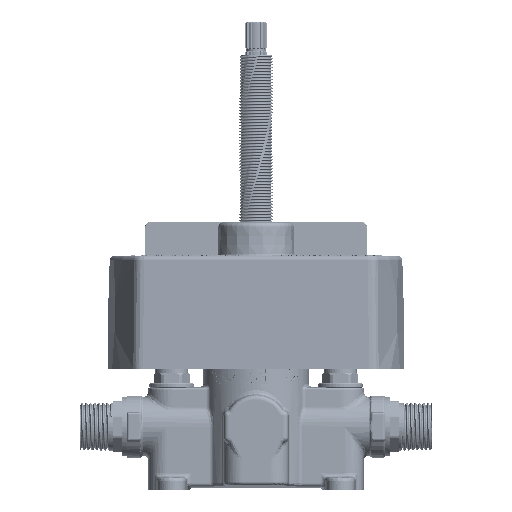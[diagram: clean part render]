
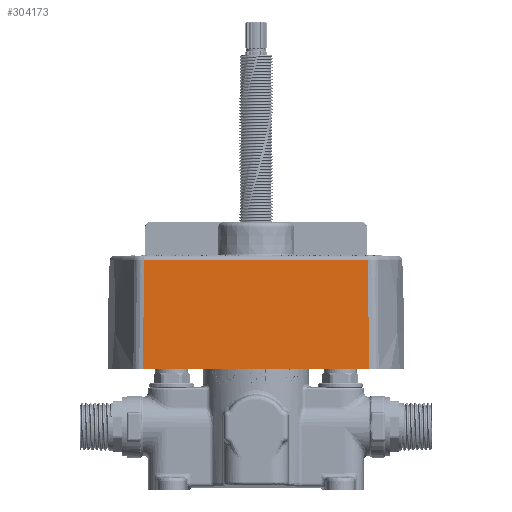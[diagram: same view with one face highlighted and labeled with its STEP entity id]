
A CAD part, top view. The second image highlights one B-rep face of the part: STEP entity #304173.
In plain terms, the highlighted planar face has unit normal (0, 0.018, 1).
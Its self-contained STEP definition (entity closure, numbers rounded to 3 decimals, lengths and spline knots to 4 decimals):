
#36244=CARTESIAN_POINT('',(-1.899,0.9744,1.5));
#36265=DIRECTION('',(-1.,0.,0.));
#36266=VECTOR('',#36265,3.7981);
#36267=CARTESIAN_POINT('',(1.899,0.9744,1.5));
#36268=LINE('',#36267,#36266);
#36288=CARTESIAN_POINT('',(1.899,0.9744,1.5));
#36427=CARTESIAN_POINT('',(-1.8823,2.7927,
1.4683));
#36432=DIRECTION('',(1.,0.,0.));
#36433=VECTOR('',#36432,3.7645);
#36434=CARTESIAN_POINT('',(-1.8823,2.7927,
1.4683));
#36435=LINE('',#36434,#36433);
#36439=CARTESIAN_POINT('',(1.8823,2.7927,1.4683));
#36440=CARTESIAN_POINT('',(1.8841,2.592,1.4718));
#36441=CARTESIAN_POINT('',(1.8878,2.1897,1.4788));
#36442=CARTESIAN_POINT('',(1.8934,1.5837,1.4894));
#36443=CARTESIAN_POINT('',(1.8972,1.1778,1.4964));
#36444=CARTESIAN_POINT('',(1.899,0.9744,1.5));
#36449=CARTESIAN_POINT('',(-1.8823,2.7927,
1.4683));
#36450=CARTESIAN_POINT('',(-1.8841,2.592,
1.4718));
#36451=CARTESIAN_POINT('',(-1.8878,2.1897,
1.4788));
#36452=CARTESIAN_POINT('',(-1.8934,1.5837,
1.4894));
#36453=CARTESIAN_POINT('',(-1.8972,1.1778,
1.4964));
#36454=CARTESIAN_POINT('',(-1.899,0.9744,1.5));
#266758=VERTEX_POINT('',#36244);
#266761=VERTEX_POINT('',#36288);
#266771=VERTEX_POINT('',#36427);
#266774=CARTESIAN_POINT('',(1.8823,2.7927,
1.4683));
#266775=VERTEX_POINT('',#266774);
#304161=CARTESIAN_POINT('',(-3.0472,0.9744,1.5));
#304162=DIRECTION('',(0.,0.017,1.));
#304163=DIRECTION('',(-1.,0.,0.));
#304164=AXIS2_PLACEMENT_3D('',#304161,#304162,#304163);
#304165=PLANE('',#304164);
#304166=ORIENTED_EDGE('',*,*,#303070,.T.);
#304168=ORIENTED_EDGE('',*,*,#304167,.T.);
#304169=ORIENTED_EDGE('',*,*,#304083,.T.);
#304170=ORIENTED_EDGE('',*,*,#304147,.F.);
#304171=EDGE_LOOP('',(#304166,#304168,#304169,#304170));
#304172=FACE_OUTER_BOUND('',#304171,.F.);
#36445=B_SPLINE_CURVE_WITH_KNOTS('',3,(#36439,#36440,#36441,#36442,#36443,
#36444),.UNSPECIFIED.,.F.,.F.,(4,1,1,4),(0.,0.3333,
0.6667,1.),.UNSPECIFIED.);
#36455=B_SPLINE_CURVE_WITH_KNOTS('',3,(#36449,#36450,#36451,#36452,#36453,
#36454),.UNSPECIFIED.,.F.,.F.,(4,1,1,4),(0.,0.3333,
0.6667,1.),.UNSPECIFIED.);
#303070=EDGE_CURVE('',#266771,#266775,#36435,.T.);
#304083=EDGE_CURVE('',#266761,#266758,#36268,.T.);
#304147=EDGE_CURVE('',#266771,#266758,#36455,.T.);
#304167=EDGE_CURVE('',#266775,#266761,#36445,.T.);
#304173=ADVANCED_FACE('',(#304172),#304165,.T.);
